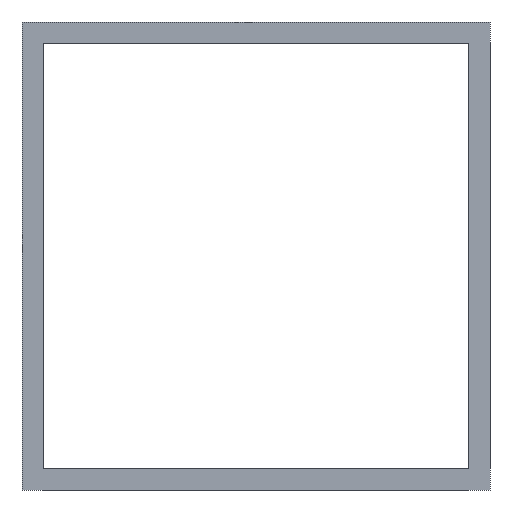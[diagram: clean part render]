
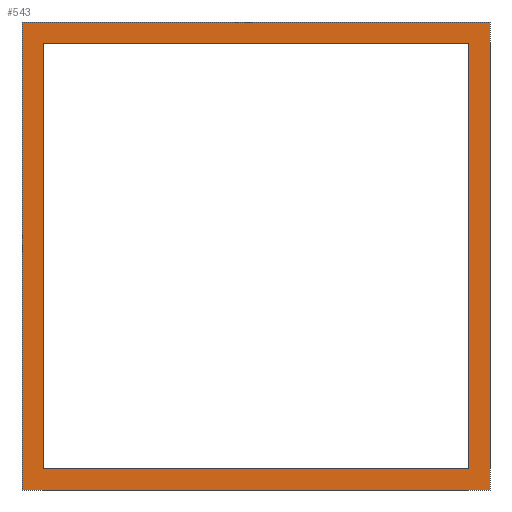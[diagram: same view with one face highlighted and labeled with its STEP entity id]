
A CAD part, front view. The second image highlights one B-rep face of the part: STEP entity #543.
In plain terms, the highlighted planar face has unit normal (0, -1, 0).
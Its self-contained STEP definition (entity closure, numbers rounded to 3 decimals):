
#17=FACE_BOUND('',#80,.T.);
#47=FACE_OUTER_BOUND('',#79,.T.);
#79=EDGE_LOOP('',(#455,#456,#457,#458));
#80=EDGE_LOOP('',(#459,#460,#461,#462));
#89=LINE('',#733,#161);
#92=LINE('',#739,#164);
#96=LINE('',#746,#168);
#102=LINE('',#758,#174);
#153=LINE('',#856,#225);
#154=LINE('',#859,#226);
#155=LINE('',#861,#227);
#156=LINE('',#862,#228);
#161=VECTOR('',#597,10.);
#164=VECTOR('',#602,10.);
#168=VECTOR('',#608,10.);
#174=VECTOR('',#618,10.);
#225=VECTOR('',#711,10.);
#226=VECTOR('',#714,10.);
#227=VECTOR('',#715,10.);
#228=VECTOR('',#716,10.);
#233=VERTEX_POINT('',#730);
#234=VERTEX_POINT('',#732);
#236=VERTEX_POINT('',#738);
#238=VERTEX_POINT('',#744);
#267=VERTEX_POINT('',#852);
#268=VERTEX_POINT('',#854);
#269=VERTEX_POINT('',#858);
#270=VERTEX_POINT('',#860);
#273=EDGE_CURVE('',#234,#233,#89,.T.);
#276=EDGE_CURVE('',#236,#234,#92,.T.);
#280=EDGE_CURVE('',#233,#238,#96,.T.);
#286=EDGE_CURVE('',#238,#236,#102,.T.);
#337=EDGE_CURVE('',#267,#268,#153,.T.);
#338=EDGE_CURVE('',#269,#267,#154,.T.);
#339=EDGE_CURVE('',#270,#268,#155,.T.);
#340=EDGE_CURVE('',#269,#270,#156,.T.);
#455=ORIENTED_EDGE('',*,*,#338,.T.);
#456=ORIENTED_EDGE('',*,*,#337,.T.);
#457=ORIENTED_EDGE('',*,*,#339,.F.);
#458=ORIENTED_EDGE('',*,*,#340,.F.);
#459=ORIENTED_EDGE('',*,*,#273,.T.);
#460=ORIENTED_EDGE('',*,*,#280,.T.);
#461=ORIENTED_EDGE('',*,*,#286,.T.);
#462=ORIENTED_EDGE('',*,*,#276,.T.);
#513=PLANE('',#587);
#543=ADVANCED_FACE('',(#47,#17),#513,.T.);
#587=AXIS2_PLACEMENT_3D('',#857,#712,#713);
#597=DIRECTION('',(0.,0.,-1.));
#602=DIRECTION('',(1.,0.,0.));
#608=DIRECTION('',(-1.,0.,0.));
#618=DIRECTION('',(0.,0.,1.));
#711=DIRECTION('',(0.,0.,1.));
#712=DIRECTION('center_axis',(0.,-1.,0.));
#713=DIRECTION('ref_axis',(1.,0.,0.));
#714=DIRECTION('',(1.,0.,0.));
#715=DIRECTION('',(1.,0.,0.));
#716=DIRECTION('',(0.,0.,1.));
#730=CARTESIAN_POINT('',(2.494,0.,0.12));
#732=CARTESIAN_POINT('',(2.494,0.,2.494));
#733=CARTESIAN_POINT('',(2.494,0.,1.247));
#738=CARTESIAN_POINT('',(0.12,0.,2.494));
#739=CARTESIAN_POINT('',(0.06,0.,2.494));
#744=CARTESIAN_POINT('',(0.12,0.,0.12));
#746=CARTESIAN_POINT('',(1.247,0.,0.12));
#758=CARTESIAN_POINT('',(0.12,0.,0.06));
#852=CARTESIAN_POINT('',(2.614,0.,0.));
#854=CARTESIAN_POINT('',(2.614,0.,2.614));
#856=CARTESIAN_POINT('',(2.614,0.,0.));
#857=CARTESIAN_POINT('Origin',(0.,0.,0.));
#858=CARTESIAN_POINT('',(0.,0.,0.));
#859=CARTESIAN_POINT('',(0.,0.,0.));
#860=CARTESIAN_POINT('',(0.,0.,2.614));
#861=CARTESIAN_POINT('',(0.,0.,2.614));
#862=CARTESIAN_POINT('',(0.,0.,0.));
